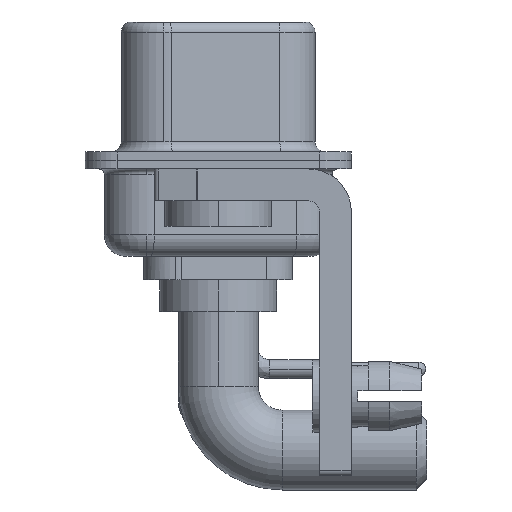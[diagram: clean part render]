
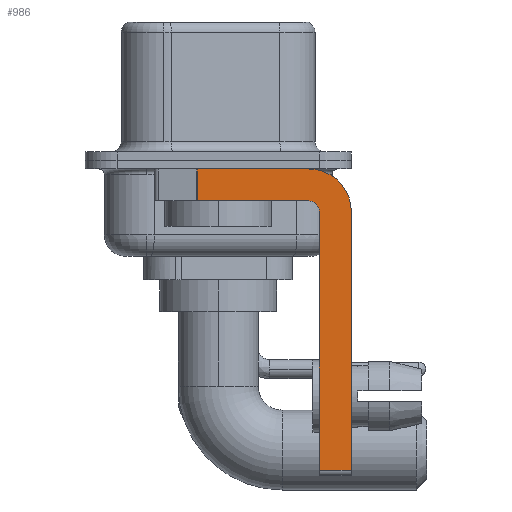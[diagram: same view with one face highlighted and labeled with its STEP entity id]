
A CAD part, left-side view. The second image highlights one B-rep face of the part: STEP entity #986.
In plain terms, the highlighted planar face has unit normal (-1, 0, 0).
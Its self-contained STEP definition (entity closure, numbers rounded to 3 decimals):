
#190 = CARTESIAN_POINT ( 'NONE',  ( -2.9, -4.25, -1.9 ) ) ;
#205 = VERTEX_POINT ( 'NONE', #15771 ) ;
#338 = LINE ( 'NONE', #5560, #9282 ) ;
#577 = CARTESIAN_POINT ( 'NONE',  ( -2.9, -4.25, -2.4 ) ) ;
#986 = ADVANCED_FACE ( 'NONE', ( #15224 ), #6029, .F. ) ;
#1351 = ORIENTED_EDGE ( 'NONE', *, *, #10319, .F. ) ;
#2084 = CARTESIAN_POINT ( 'NONE',  ( -2.9, 0.978, -0.4 ) ) ;
#2309 = EDGE_CURVE ( 'NONE', #4924, #21211, #7492, .T. ) ;
#2519 = EDGE_CURVE ( 'NONE', #21211, #12900, #7742, .T. ) ;
#2633 = ORIENTED_EDGE ( 'NONE', *, *, #2519, .F. ) ;
#2698 = EDGE_CURVE ( 'NONE', #4924, #6192, #338, .T. ) ;
#2799 = CARTESIAN_POINT ( 'NONE',  ( -2.9, -4.25, -0.4 ) ) ;
#3079 = DIRECTION ( 'NONE',  ( 0., 0., -1. ) ) ;
#3429 = LINE ( 'NONE', #3666, #7827 ) ;
#3666 = CARTESIAN_POINT ( 'NONE',  ( -2.9, -6.25, -2.4 ) ) ;
#4742 = CARTESIAN_POINT ( 'NONE',  ( -2.9, 0.978, -1.9 ) ) ;
#4924 = VERTEX_POINT ( 'NONE', #21374 ) ;
#5067 = CARTESIAN_POINT ( 'NONE',  ( -2.9, 3., -0.4 ) ) ;
#5086 = ORIENTED_EDGE ( 'NONE', *, *, #5218, .F. ) ;
#5218 = EDGE_CURVE ( 'NONE', #14437, #205, #20560, .T. ) ;
#5305 = ORIENTED_EDGE ( 'NONE', *, *, #12270, .T. ) ;
#5386 = ORIENTED_EDGE ( 'NONE', *, *, #2309, .F. ) ;
#5560 = CARTESIAN_POINT ( 'NONE',  ( -2.9, -4.25, -14.55 ) ) ;
#5595 = VERTEX_POINT ( 'NONE', #2084 ) ;
#6029 = PLANE ( 'NONE',  #16640 ) ;
#6192 = VERTEX_POINT ( 'NONE', #8562 ) ;
#6223 = VECTOR ( 'NONE', #23479, 1000. ) ;
#6358 = DIRECTION ( 'NONE',  ( 1., 0., 0. ) ) ;
#6635 = EDGE_CURVE ( 'NONE', #5595, #14437, #14118, .T. ) ;
#6681 = CARTESIAN_POINT ( 'NONE',  ( -2.9, -4.75, -2.4 ) ) ;
#6906 = VECTOR ( 'NONE', #20453, 1000. ) ;
#7492 = LINE ( 'NONE', #13218, #6906 ) ;
#7592 = DIRECTION ( 'NONE',  ( 0., -1., 0. ) ) ;
#7742 = CIRCLE ( 'NONE', #18011, 0.5 ) ;
#7827 = VECTOR ( 'NONE', #19713, 1000. ) ;
#7912 = DIRECTION ( 'NONE',  ( 0., 0., -1. ) ) ;
#8562 = CARTESIAN_POINT ( 'NONE',  ( -2.9, -6.25, -14.55 ) ) ;
#8906 = DIRECTION ( 'NONE',  ( -1., 0., 0. ) ) ;
#9282 = VECTOR ( 'NONE', #7592, 1000. ) ;
#9575 = ORIENTED_EDGE ( 'NONE', *, *, #6635, .F. ) ;
#10306 = AXIS2_PLACEMENT_3D ( 'NONE', #22884, #6358, #7912 ) ;
#10319 = EDGE_CURVE ( 'NONE', #205, #6192, #3429, .T. ) ;
#10452 = DIRECTION ( 'NONE',  ( 0., 0., 1. ) ) ;
#12270 = EDGE_CURVE ( 'NONE', #5595, #14094, #21028, .T. ) ;
#12900 = VERTEX_POINT ( 'NONE', #190 ) ;
#13218 = CARTESIAN_POINT ( 'NONE',  ( -2.9, -4.75, -14.8 ) ) ;
#13931 = CARTESIAN_POINT ( 'NONE',  ( -2.9, -4.25, -1.9 ) ) ;
#14094 = VERTEX_POINT ( 'NONE', #4742 ) ;
#14118 = LINE ( 'NONE', #5067, #6223 ) ;
#14437 = VERTEX_POINT ( 'NONE', #2799 ) ;
#14488 = VECTOR ( 'NONE', #19257, 1000. ) ;
#15224 = FACE_OUTER_BOUND ( 'NONE', #22977, .T. ) ;
#15771 = CARTESIAN_POINT ( 'NONE',  ( -2.9, -6.25, -2.4 ) ) ;
#15838 = LINE ( 'NONE', #13931, #14488 ) ;
#16290 = ORIENTED_EDGE ( 'NONE', *, *, #2698, .T. ) ;
#16640 = AXIS2_PLACEMENT_3D ( 'NONE', #577, #20658, #22441 ) ;
#16699 = EDGE_CURVE ( 'NONE', #12900, #14094, #15838, .T. ) ;
#17715 = CARTESIAN_POINT ( 'NONE',  ( -2.9, -4.25, -2.4 ) ) ;
#18011 = AXIS2_PLACEMENT_3D ( 'NONE', #17715, #8906, #10452 ) ;
#19257 = DIRECTION ( 'NONE',  ( 0., 1., 0. ) ) ;
#19292 = VECTOR ( 'NONE', #3079, 1000. ) ;
#19713 = DIRECTION ( 'NONE',  ( 0., 0., -1. ) ) ;
#19852 = ORIENTED_EDGE ( 'NONE', *, *, #16699, .F. ) ;
#20453 = DIRECTION ( 'NONE',  ( 0., 0., 1. ) ) ;
#20476 = CARTESIAN_POINT ( 'NONE',  ( -2.9, 0.978, -1.9 ) ) ;
#20560 = CIRCLE ( 'NONE', #10306, 2. ) ;
#20658 = DIRECTION ( 'NONE',  ( 1., 0., 0. ) ) ;
#21028 = LINE ( 'NONE', #20476, #19292 ) ;
#21211 = VERTEX_POINT ( 'NONE', #6681 ) ;
#21374 = CARTESIAN_POINT ( 'NONE',  ( -2.9, -4.75, -14.55 ) ) ;
#22441 = DIRECTION ( 'NONE',  ( 0., 0., -1. ) ) ;
#22884 = CARTESIAN_POINT ( 'NONE',  ( -2.9, -4.25, -2.4 ) ) ;
#22977 = EDGE_LOOP ( 'NONE', ( #9575, #5305, #19852, #2633, #5386, #16290, #1351, #5086 ) ) ;
#23479 = DIRECTION ( 'NONE',  ( 0., -1., 0. ) ) ;
